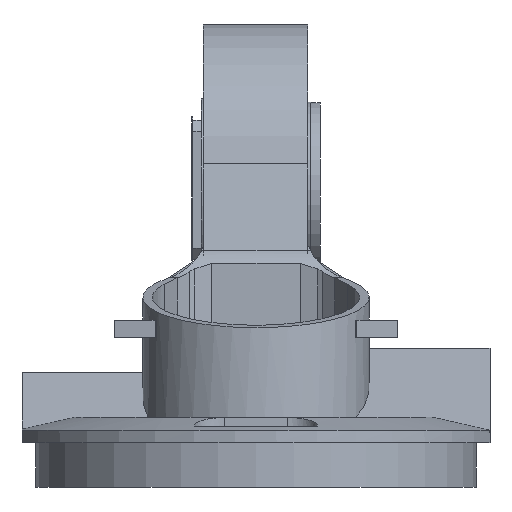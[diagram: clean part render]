
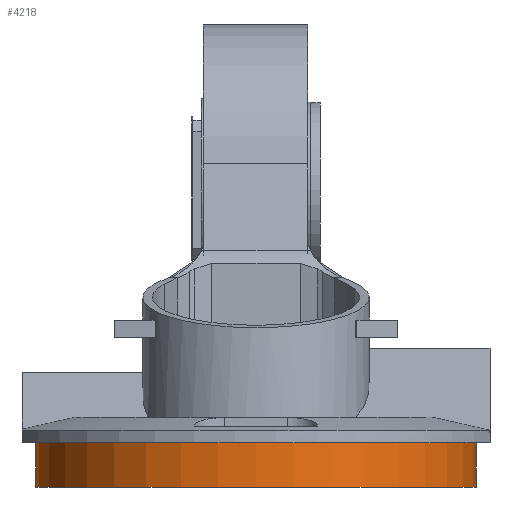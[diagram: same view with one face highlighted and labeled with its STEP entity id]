
A CAD part, left-side view. The second image highlights one B-rep face of the part: STEP entity #4218.
In plain terms, the highlighted cylindrical face has radius 233.45 mm (diameter 466.9 mm), a full revolution.
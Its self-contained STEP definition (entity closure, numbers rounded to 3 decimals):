
#29=CYLINDRICAL_SURFACE('',#4534,233.45);
#158=FACE_OUTER_BOUND('',#399,.T.);
#399=EDGE_LOOP('',(#3048,#3049,#3050,#3051,#3052));
#677=CIRCLE('',#4532,233.45);
#679=CIRCLE('',#4535,233.45);
#680=CIRCLE('',#4536,233.45);
#899=LINE('',#6678,#1353);
#1353=VECTOR('',#5237,1.);
#1842=VERTEX_POINT('',#6672);
#1844=VERTEX_POINT('',#6677);
#1845=VERTEX_POINT('',#6679);
#2306=EDGE_CURVE('',#1842,#1842,#677,.F.);
#2308=EDGE_CURVE('',#1844,#1842,#899,.T.);
#2309=EDGE_CURVE('',#1845,#1844,#679,.T.);
#2310=EDGE_CURVE('',#1844,#1845,#680,.T.);
#3048=ORIENTED_EDGE('',*,*,#2308,.F.);
#3049=ORIENTED_EDGE('',*,*,#2309,.F.);
#3050=ORIENTED_EDGE('',*,*,#2310,.F.);
#3051=ORIENTED_EDGE('',*,*,#2308,.T.);
#3052=ORIENTED_EDGE('',*,*,#2306,.T.);
#4218=ADVANCED_FACE('',(#158),#29,.T.);
#4532=AXIS2_PLACEMENT_3D('',#6673,#5231,#5232);
#4534=AXIS2_PLACEMENT_3D('',#6676,#5235,#5236);
#4535=AXIS2_PLACEMENT_3D('',#6680,#5238,#5239);
#4536=AXIS2_PLACEMENT_3D('',#6681,#5240,#5241);
#5231=DIRECTION('center_axis',(0.,0.,-1.));
#5232=DIRECTION('ref_axis',(1.,0.,0.));
#5235=DIRECTION('center_axis',(0.,0.,1.));
#5236=DIRECTION('ref_axis',(1.,0.,0.));
#5237=DIRECTION('',(0.,0.,-1.));
#5238=DIRECTION('center_axis',(0.,0.,1.));
#5239=DIRECTION('ref_axis',(1.,0.,0.));
#5240=DIRECTION('center_axis',(0.,0.,1.));
#5241=DIRECTION('ref_axis',(1.,0.,0.));
#6672=CARTESIAN_POINT('',(233.45,0.,350.));
#6673=CARTESIAN_POINT('Origin',(0.,0.,350.));
#6676=CARTESIAN_POINT('Origin',(0.,0.,347.65));
#6677=CARTESIAN_POINT('',(233.45,0.,397.));
#6678=CARTESIAN_POINT('',(233.45,0.,397.));
#6679=CARTESIAN_POINT('',(-233.45,0.,397.));
#6680=CARTESIAN_POINT('Origin',(0.,0.,397.));
#6681=CARTESIAN_POINT('Origin',(0.,0.,397.));
